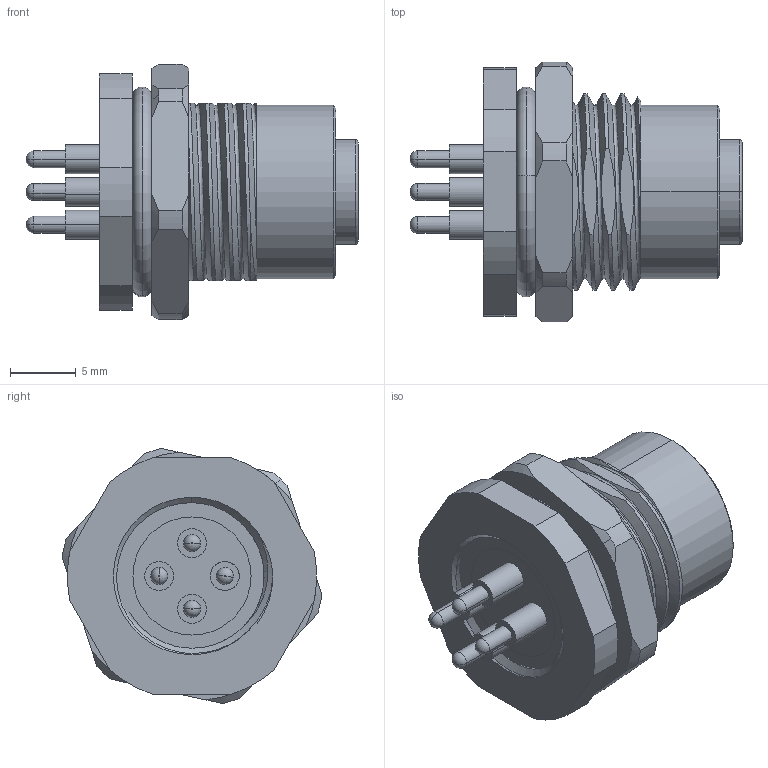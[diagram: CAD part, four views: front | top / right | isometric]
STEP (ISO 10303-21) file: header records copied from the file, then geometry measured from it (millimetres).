
FILE_DESCRIPTION (( 'STEP AP203' ), '1' );
FILE_NAME ('54-00442.STEP', '2025-03-13T18:05:30', ( '' ), ( '' ), 'SwSTEP 2.0', 'SolidWorks 2021', '' );
FILE_SCHEMA (( 'CONFIG_CONTROL_DESIGN' ));
Length unit declared in the file: millimetre
Products named in the file (7): 54-00442-02___; 54-00442-05___; 54-00442-06___; 54-00442; 54-00442-01___; 54-00442-03___; 54-00442-04___
Assembly tree (9 placements, depth 2):
  54-00442
    54-00442-01___
    54-00442-02___
    54-00442-04___
    54-00442-05___
    54-00442-06___
    54-00442-03___  x4
Bounding box: 25.3 x 19.8 x 19.44 mm (x, y, z)
Volume: 2892.5 mm3; surface area: 5918.3 mm2
Topology: 10 solids, 10 shells, 328 faces, 824 edges, 528 vertices
Faces by surface type: cylinder 133, plane 108, cone 43, torus 34, bspline 10
Entity records: 11608 total; most frequent: CARTESIAN_POINT 5199, ORIENTED_EDGE 1224, DIRECTION 1137, EDGE_CURVE 612, AXIS2_PLACEMENT_3D 454, VERTEX_POINT 399, EDGE_LOOP 267, FACE_OUTER_BOUND 238
